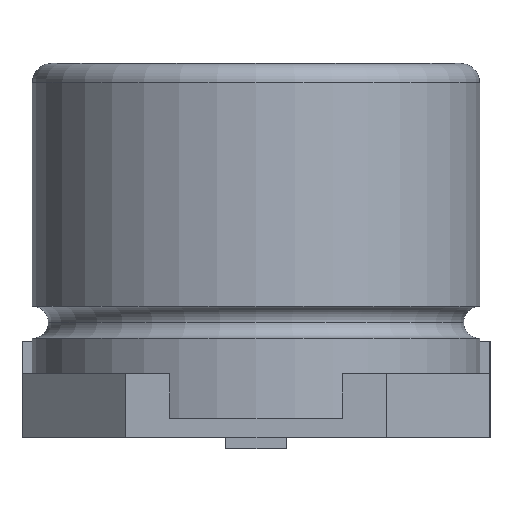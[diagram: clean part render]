
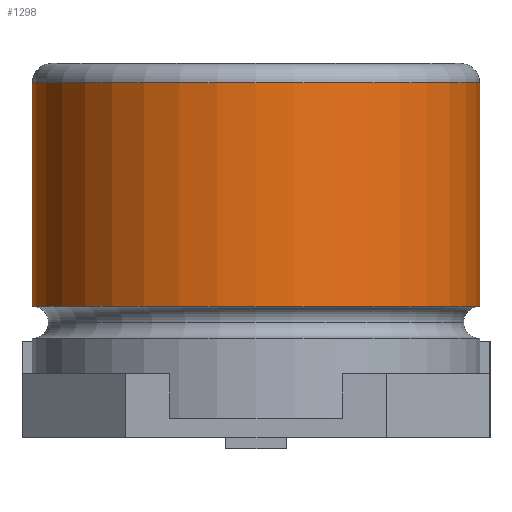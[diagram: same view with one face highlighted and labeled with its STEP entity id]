
A CAD part, left-side view. The second image highlights one B-rep face of the part: STEP entity #1298.
In plain terms, the highlighted cylindrical face has radius 4.063 mm (diameter 8.125 mm), a partial arc.
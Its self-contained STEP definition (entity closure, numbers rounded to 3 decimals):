
#1258 = EDGE_CURVE('',#1259,#1261,#1263,.T.);
#1259 = VERTEX_POINT('',#1260);
#1260 = CARTESIAN_POINT('',(4.25,6.45,-8.313));
#1261 = VERTEX_POINT('',#1262);
#1262 = CARTESIAN_POINT('',(4.25,6.45,-0.187));
#1263 = CIRCLE('',#1264,4.063);
#1264 = AXIS2_PLACEMENT_3D('',#1265,#1266,#1267);
#1265 = CARTESIAN_POINT('',(4.25,6.45,-4.25));
#1266 = DIRECTION('',(0.,-1.,0.));
#1267 = DIRECTION('',(0.,0.,1.));
#1298 = ADVANCED_FACE('',(#1299),#1325,.T.);
#1299 = FACE_BOUND('',#1300,.T.);
#1300 = EDGE_LOOP('',(#1301,#1302,#1310,#1319));
#1301 = ORIENTED_EDGE('',*,*,#1258,.T.);
#1302 = ORIENTED_EDGE('',*,*,#1303,.T.);
#1303 = EDGE_CURVE('',#1261,#1304,#1306,.T.);
#1304 = VERTEX_POINT('',#1305);
#1305 = CARTESIAN_POINT('',(4.25,2.389,-0.187));
#1306 = LINE('',#1307,#1308);
#1307 = CARTESIAN_POINT('',(4.25,6.8,-0.187));
#1308 = VECTOR('',#1309,1.);
#1309 = DIRECTION('',(-0.,-1.,-0.));
#1310 = ORIENTED_EDGE('',*,*,#1311,.F.);
#1311 = EDGE_CURVE('',#1312,#1304,#1314,.T.);
#1312 = VERTEX_POINT('',#1313);
#1313 = CARTESIAN_POINT('',(4.25,2.389,-8.313));
#1314 = CIRCLE('',#1315,4.063);
#1315 = AXIS2_PLACEMENT_3D('',#1316,#1317,#1318);
#1316 = CARTESIAN_POINT('',(4.25,2.389,-4.25));
#1317 = DIRECTION('',(0.,-1.,-0.));
#1318 = DIRECTION('',(0.,0.,-1.));
#1319 = ORIENTED_EDGE('',*,*,#1320,.F.);
#1320 = EDGE_CURVE('',#1259,#1312,#1321,.T.);
#1321 = LINE('',#1322,#1323);
#1322 = CARTESIAN_POINT('',(4.25,6.8,-8.313));
#1323 = VECTOR('',#1324,1.);
#1324 = DIRECTION('',(-0.,-1.,-0.));
#1325 = CYLINDRICAL_SURFACE('',#1326,4.063);
#1326 = AXIS2_PLACEMENT_3D('',#1327,#1328,#1329);
#1327 = CARTESIAN_POINT('',(4.25,6.8,-4.25));
#1328 = DIRECTION('',(-0.,-1.,-0.));
#1329 = DIRECTION('',(0.,0.,-1.));
